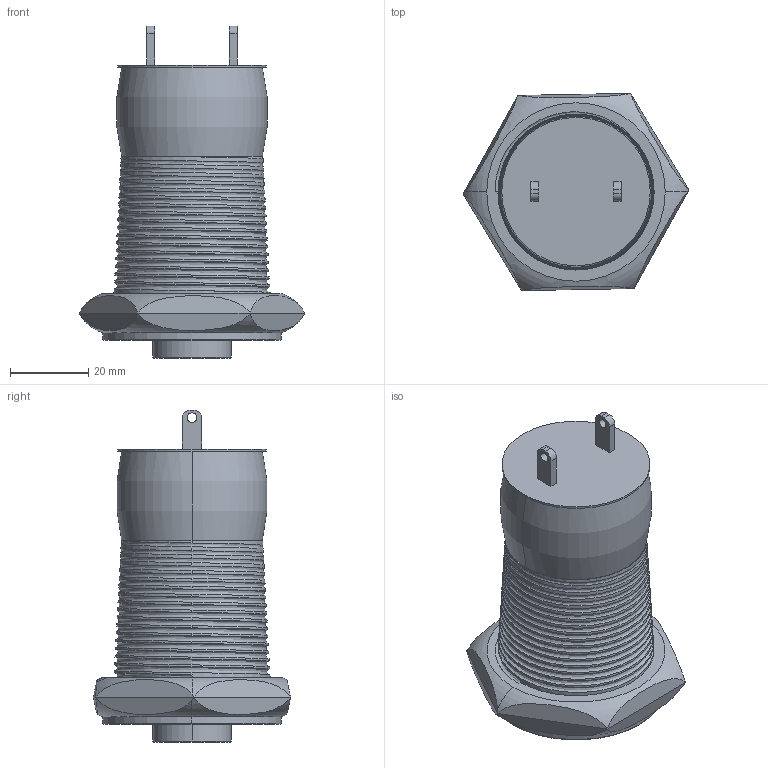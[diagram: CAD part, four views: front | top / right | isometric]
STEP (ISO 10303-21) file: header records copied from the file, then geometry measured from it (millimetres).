
FILE_DESCRIPTION (( 'STEP AP203' ), '1' );
FILE_NAME ('Part4.STEP', '2017-11-16T06:43:04', ( '' ), ( '' ), 'SwSTEP 2.0', 'SolidWorks 2016', '' );
FILE_SCHEMA (( 'CONFIG_CONTROL_DESIGN' ));
Length unit declared in the file: millimetre
Products named in the file (1): Part4
Bounding box: 57.73 x 50.52 x 85.01 mm (x, y, z)
Volume: 90656.3 mm3; surface area: 15773.7 mm2
Topology: 5 solids, 5 shells, 141 faces, 322 edges, 194 vertices
Faces by surface type: plane 59, cone 51, cylinder 20, torus 10, bspline 1
Entity records: 15027 total; most frequent: CARTESIAN_POINT 11976, ORIENTED_EDGE 644, DIRECTION 566, EDGE_CURVE 322, AXIS2_PLACEMENT_3D 221, VERTEX_POINT 194, EDGE_LOOP 150, FACE_OUTER_BOUND 141
